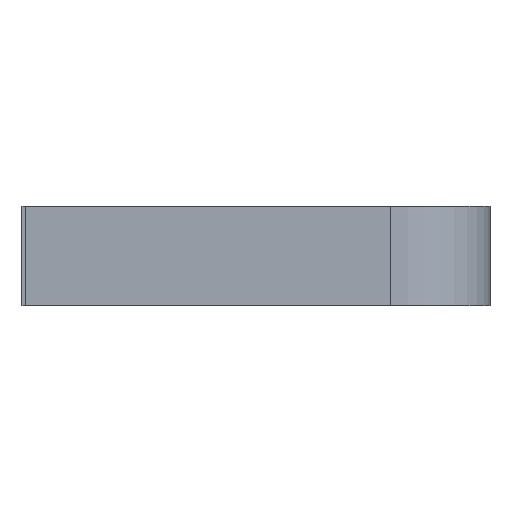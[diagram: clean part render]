
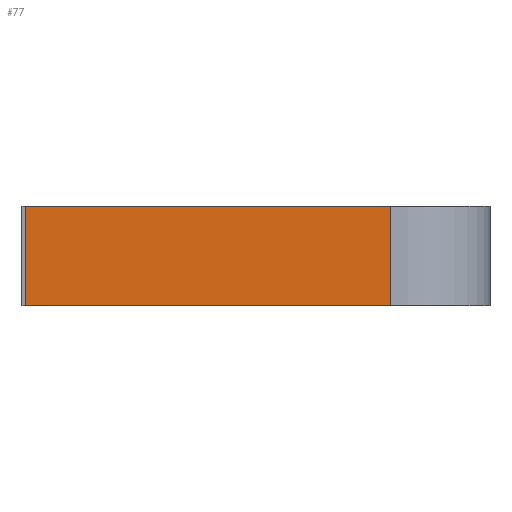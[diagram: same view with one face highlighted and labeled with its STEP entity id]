
A CAD part, left-side view. The second image highlights one B-rep face of the part: STEP entity #77.
In plain terms, the highlighted planar face has unit normal (-1, 0, 0).
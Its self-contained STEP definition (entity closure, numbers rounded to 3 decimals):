
#77=ADVANCED_FACE('',(#102),#103,.T.);
#102=FACE_OUTER_BOUND('',#148,.T.);
#103=PLANE('',#149);
#148=EDGE_LOOP('',(#198,#199,#200,#201));
#149=AXIS2_PLACEMENT_3D('',#202,#203,#204);
#198=ORIENTED_EDGE('',*,*,#356,.T.);
#199=ORIENTED_EDGE('',*,*,#357,.F.);
#200=ORIENTED_EDGE('',*,*,#358,.F.);
#201=ORIENTED_EDGE('',*,*,#359,.T.);
#202=CARTESIAN_POINT('',(105.0,151.6,0.0));
#203=DIRECTION('',(-1.0,0.0,0.0));
#204=DIRECTION('',(0.0,1.0,0.0));
#356=EDGE_CURVE('',#412,#413,#414,.T.);
#357=EDGE_CURVE('',#415,#413,#416,.T.);
#358=EDGE_CURVE('',#417,#415,#418,.T.);
#359=EDGE_CURVE('',#417,#412,#419,.T.);
#412=VERTEX_POINT('',#500);
#413=VERTEX_POINT('',#501);
#414=LINE('',#502,#503);
#415=VERTEX_POINT('',#504);
#416=LINE('',#505,#506);
#417=VERTEX_POINT('',#507);
#418=LINE('',#508,#509);
#419=LINE('',#510,#511);
#500=CARTESIAN_POINT('',(105.0,188.2,-20.0));
#501=CARTESIAN_POINT('',(105.0,115.0,-20.0));
#502=CARTESIAN_POINT('',(105.0,188.2,-20.0));
#503=VECTOR('',#632,1.0);
#504=CARTESIAN_POINT('',(105.0,115.0,0.0));
#505=CARTESIAN_POINT('',(105.0,115.0,0.0));
#506=VECTOR('',#633,1.0);
#507=CARTESIAN_POINT('',(105.0,188.2,0.0));
#508=CARTESIAN_POINT('',(105.0,188.2,0.0));
#509=VECTOR('',#634,1.0);
#510=CARTESIAN_POINT('',(105.0,188.2,0.0));
#511=VECTOR('',#635,1.0);
#632=DIRECTION('',(0.0,-1.0,0.0));
#633=DIRECTION('',(0.0,0.0,-1.0));
#634=DIRECTION('',(0.0,-1.0,0.0));
#635=DIRECTION('',(0.0,0.0,-1.0));
